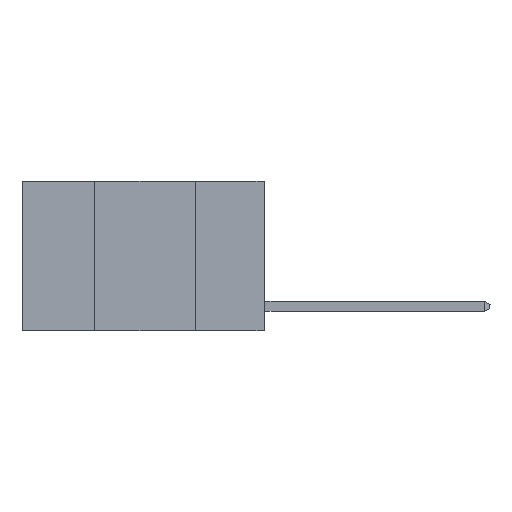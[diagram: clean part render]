
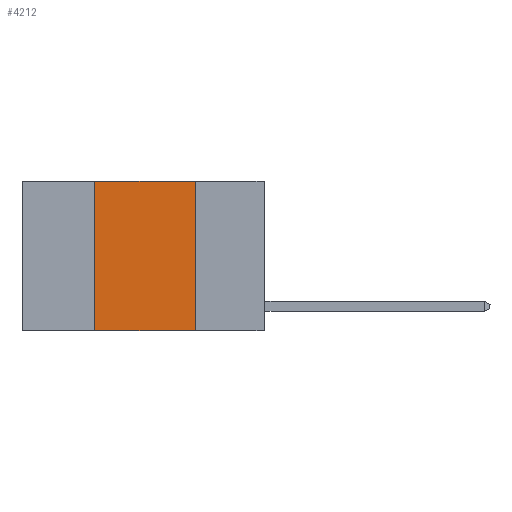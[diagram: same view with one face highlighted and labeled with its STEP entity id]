
A CAD part, left-side view. The second image highlights one B-rep face of the part: STEP entity #4212.
In plain terms, the highlighted planar face has unit normal (-1, 0, 0).
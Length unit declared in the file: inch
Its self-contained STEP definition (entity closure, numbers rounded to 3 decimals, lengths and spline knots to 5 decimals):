
#216 = VERTEX_POINT ( 'NONE', #14898 ) ;
#223 = VERTEX_POINT ( 'NONE', #7979 ) ;
#737 = CARTESIAN_POINT ( 'NONE',  ( 0., 0.17, 0. ) ) ;
#760 = ORIENTED_EDGE ( 'NONE', *, *, #12578, .F. ) ;
#865 = DIRECTION ( 'NONE',  ( 0., -1., 0. ) ) ;
#909 = PLANE ( 'NONE',  #5857 ) ;
#1321 = VECTOR ( 'NONE', #11670, 39.37008 ) ;
#2064 = DIRECTION ( 'NONE',  ( 0., 0., -1. ) ) ;
#2314 = EDGE_CURVE ( 'NONE', #4058, #223, #10858, .T. ) ;
#3714 = ORIENTED_EDGE ( 'NONE', *, *, #7132, .F. ) ;
#4058 = VERTEX_POINT ( 'NONE', #13573 ) ;
#4211 = EDGE_LOOP ( 'NONE', ( #3714, #12186, #760, #6752 ) ) ;
#4212 = ADVANCED_FACE ( 'NONE', ( #5061 ), #909, .F. ) ;
#4269 = DIRECTION ( 'NONE',  ( 0., 0., -1. ) ) ;
#4480 = VECTOR ( 'NONE', #865, 39.37008 ) ;
#5061 = FACE_OUTER_BOUND ( 'NONE', #4211, .T. ) ;
#5588 = DIRECTION ( 'NONE',  ( 0., 0., 1. ) ) ;
#5742 = LINE ( 'NONE', #737, #11687 ) ;
#5857 = AXIS2_PLACEMENT_3D ( 'NONE', #6924, #9270, #2064 ) ;
#6752 = ORIENTED_EDGE ( 'NONE', *, *, #2314, .T. ) ;
#6817 = CARTESIAN_POINT ( 'NONE',  ( 0., 0.6, -0.37 ) ) ;
#6924 = CARTESIAN_POINT ( 'NONE',  ( 0., 0.6, 0. ) ) ;
#7132 = EDGE_CURVE ( 'NONE', #10234, #223, #5742, .T. ) ;
#7979 = CARTESIAN_POINT ( 'NONE',  ( 0., 0.17, -0.37 ) ) ;
#9270 = DIRECTION ( 'NONE',  ( 1., 0., 0. ) ) ;
#9466 = CARTESIAN_POINT ( 'NONE',  ( 0., 0.17, 0. ) ) ;
#10234 = VERTEX_POINT ( 'NONE', #9466 ) ;
#10485 = CARTESIAN_POINT ( 'NONE',  ( 0., 0.6, 0. ) ) ;
#10858 = LINE ( 'NONE', #6817, #4480 ) ;
#11329 = EDGE_CURVE ( 'NONE', #216, #10234, #13906, .T. ) ;
#11531 = LINE ( 'NONE', #13827, #14586 ) ;
#11670 = DIRECTION ( 'NONE',  ( 0., -1., 0. ) ) ;
#11687 = VECTOR ( 'NONE', #4269, 39.37008 ) ;
#12186 = ORIENTED_EDGE ( 'NONE', *, *, #11329, .F. ) ;
#12578 = EDGE_CURVE ( 'NONE', #4058, #216, #11531, .T. ) ;
#13573 = CARTESIAN_POINT ( 'NONE',  ( 0., 0.42, -0.37 ) ) ;
#13827 = CARTESIAN_POINT ( 'NONE',  ( 0., 0.42, 0. ) ) ;
#13906 = LINE ( 'NONE', #10485, #1321 ) ;
#14586 = VECTOR ( 'NONE', #5588, 39.37008 ) ;
#14898 = CARTESIAN_POINT ( 'NONE',  ( 0., 0.42, 0. ) ) ;
